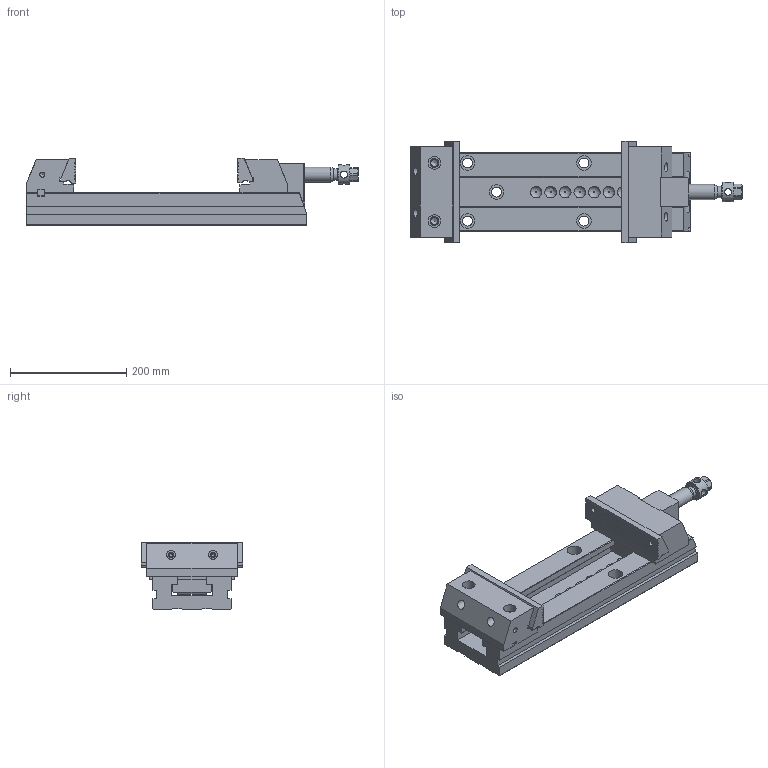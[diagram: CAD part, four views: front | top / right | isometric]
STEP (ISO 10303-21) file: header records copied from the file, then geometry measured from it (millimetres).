
FILE_DESCRIPTION(/* description */ (''),/* implementation_level */ '2;1');
FILE_NAME(/* name */ '60_200_Mordaza.stp',/* time_stamp */ '2013-11-06T16:36:45+01:00',/* author */ (''),/* organization */ (''),/* preprocessor_version */ 'ST-DEVELOPER v11',/* originating_system */ 'SIEMENS PLM Software NX 7.5',/* authorisation */ '');
FILE_SCHEMA (('CONFIG_CONTROL_DESIGN'));
Length unit declared in the file: millimetre
Products named in the file (1): 60_175L_Mordaza
Bounding box: 571 x 175 x 115.4 mm (x, y, z)
Volume: 4043067.3 mm3; surface area: 533164.9 mm2
Topology: 12 solids, 12 shells, 453 faces, 1204 edges, 797 vertices
Faces by surface type: plane 289, cylinder 97, cone 45, bspline 11, torus 9, sphere 2
Full cylindrical faces by diameter (mm): 4.351 x1, 5.188 x1, 6.985 x4, 8.5 x4, 8.782 x6, 10 x4, 10.579 x4, 12 x4, 12.376 x2, 13 x4, 15 x6, 16 x6, 16.5 x1, 17 x5, 19 x4, 20 x3, 21.25 x1, 22 x2, 25 x5, 26 x1, 30 x2, 33.8 x1, 34 x3
Entity records: 13520 total; most frequent: CARTESIAN_POINT 2882, DIRECTION 2131, ORIENTED_EDGE 1984, EDGE_CURVE 992, VERTEX_POINT 747, AXIS2_PLACEMENT_3D 740, EDGE_LOOP 668, LINE 651
